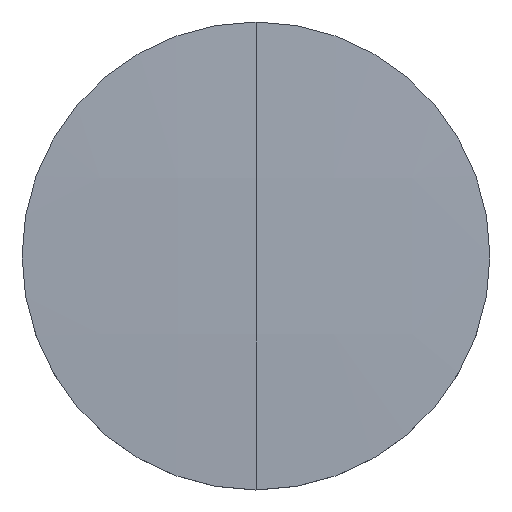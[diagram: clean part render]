
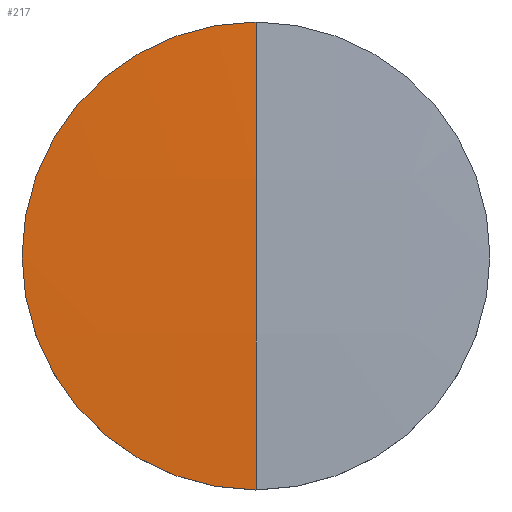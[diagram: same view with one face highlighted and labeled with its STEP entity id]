
A CAD part, top view. The second image highlights one B-rep face of the part: STEP entity #217.
In plain terms, the highlighted free-form (B-spline) face has degree [3, 3] with [4, 4] control points.
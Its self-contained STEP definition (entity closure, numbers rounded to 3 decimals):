
#5 = ORIENTED_EDGE ( 'NONE', *, *, #215, .F. ) ;
#6 = CARTESIAN_POINT ( 'NONE',  ( -19.169, -6.43, 4.744 ) ) ;
#7 = CARTESIAN_POINT ( 'NONE',  ( -19.148, 19.278, 4.223 ) ) ;
#10 = DIRECTION ( 'NONE',  ( 0., 0., -1. ) ) ;
#11 = DIRECTION ( 'NONE',  ( 1., 0., 0. ) ) ;
#19 = CIRCLE ( 'NONE', #103, 475.264 ) ;
#26 = CARTESIAN_POINT ( 'NONE',  ( 0., 0., -470.264 ) ) ;
#29 = CARTESIAN_POINT ( 'NONE',  ( -19.148, -19.278, 4.223 ) ) ;
#41 = VERTEX_POINT ( 'NONE', #222 ) ;
#47 = CARTESIAN_POINT ( 'NONE',  ( -12.769, -19.278, 4.48 ) ) ;
#48 = CARTESIAN_POINT ( 'NONE',  ( -12.783, 6.43, 5.002 ) ) ;
#56 = VERTEX_POINT ( 'NONE', #169 ) ;
#58 = EDGE_LOOP ( 'NONE', ( #5, #240, #101 ) ) ;
#63 = CARTESIAN_POINT ( 'NONE',  ( 0., 19.278, 4.609 ) ) ;
#69 = CIRCLE ( 'NONE', #142, 19.05 ) ;
#77 = FACE_OUTER_BOUND ( 'NONE', #58, .T. ) ;
#85 = CARTESIAN_POINT ( 'NONE',  ( -6.385, -19.278, 4.609 ) ) ;
#95 = VERTEX_POINT ( 'NONE', #151 ) ;
#101 = ORIENTED_EDGE ( 'NONE', *, *, #168, .F. ) ;
#103 = AXIS2_PLACEMENT_3D ( 'NONE', #26, #275, #175 ) ;
#124 = CARTESIAN_POINT ( 'NONE',  ( 0., 6.43, 5.13 ) ) ;
#126 = EDGE_CURVE ( 'NONE', #95, #56, #19, .T. ) ;
#142 = AXIS2_PLACEMENT_3D ( 'NONE', #227, #252, #11 ) ;
#149 = AXIS2_PLACEMENT_3D ( 'NONE', #276, #10, #249 ) ;
#151 = CARTESIAN_POINT ( 'NONE',  ( 0., -19.05, 4.618 ) ) ;
#168 = EDGE_CURVE ( 'NONE', #41, #56, #69, .T. ) ;
#169 = CARTESIAN_POINT ( 'NONE',  ( 0., 19.05, 4.618 ) ) ;
#175 = DIRECTION ( 'NONE',  ( 0., -1., 0. ) ) ;
#179 = CARTESIAN_POINT ( 'NONE',  ( -6.392, 6.43, 5.13 ) ) ;
#192 = CIRCLE ( 'NONE', #149, 19.05 ) ;
#199 = CARTESIAN_POINT ( 'NONE',  ( 0., -19.278, 4.609 ) ) ;
#200 = CARTESIAN_POINT ( 'NONE',  ( -6.392, -6.43, 5.13 ) ) ;
#206 = CARTESIAN_POINT ( 'NONE',  ( -12.769, 19.278, 4.48 ) ) ;
#207 = CARTESIAN_POINT ( 'NONE',  ( -19.169, 6.43, 4.744 ) ) ;
#211 =( BOUNDED_SURFACE ( )  B_SPLINE_SURFACE ( 3, 3, ( 
 ( #199, #85, #47, #29 ),
 ( #279, #200, #274, #6 ),
 ( #124, #179, #48, #207 ),
 ( #63, #231, #206, #7 ) ),
 .UNSPECIFIED., .F., .F., .F. ) 
 B_SPLINE_SURFACE_WITH_KNOTS ( ( 4, 4 ),
 ( 4, 4 ),
 ( 0., 1. ),
 ( 0., 1. ),
 .UNSPECIFIED. ) 
 GEOMETRIC_REPRESENTATION_ITEM ( )  RATIONAL_B_SPLINE_SURFACE ( (
 ( 1., 1., 1., 1.),
 ( 0.999, 0.999, 0.999, 0.999),
 ( 0.999, 0.999, 0.999, 0.999),
 ( 1., 1., 1., 1.) ) ) 
 REPRESENTATION_ITEM ( '' )  SURFACE ( )  );
#215 = EDGE_CURVE ( 'NONE', #95, #41, #192, .T. ) ;
#217 = ADVANCED_FACE ( 'NONE', ( #77 ), #211, .T. ) ;
#222 = CARTESIAN_POINT ( 'NONE',  ( -19.05, 0., 4.618 ) ) ;
#227 = CARTESIAN_POINT ( 'NONE',  ( 0., 0., 4.618 ) ) ;
#231 = CARTESIAN_POINT ( 'NONE',  ( -6.385, 19.278, 4.609 ) ) ;
#240 = ORIENTED_EDGE ( 'NONE', *, *, #126, .T. ) ;
#249 = DIRECTION ( 'NONE',  ( 1., 0., 0. ) ) ;
#252 = DIRECTION ( 'NONE',  ( 0., 0., -1. ) ) ;
#274 = CARTESIAN_POINT ( 'NONE',  ( -12.783, -6.43, 5.002 ) ) ;
#275 = DIRECTION ( 'NONE',  ( -1., 0., 0. ) ) ;
#276 = CARTESIAN_POINT ( 'NONE',  ( 0., 0., 4.618 ) ) ;
#279 = CARTESIAN_POINT ( 'NONE',  ( 0., -6.43, 5.13 ) ) ;
